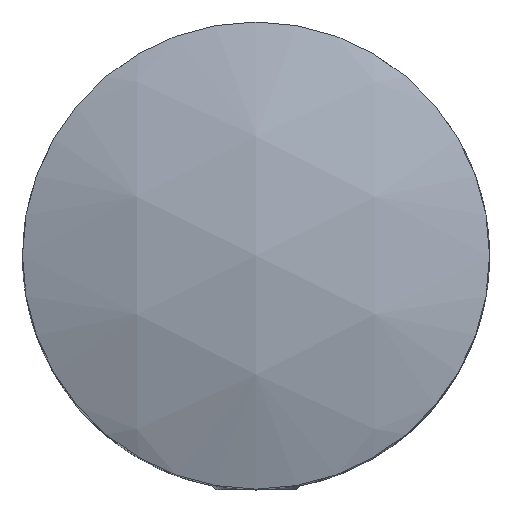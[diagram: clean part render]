
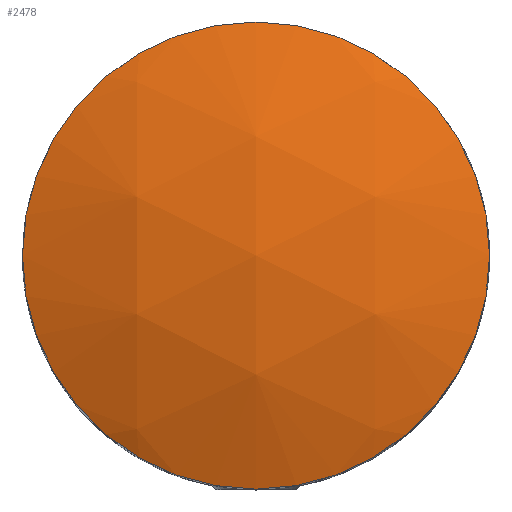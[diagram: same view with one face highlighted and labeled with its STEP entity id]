
A CAD part, top view. The second image highlights one B-rep face of the part: STEP entity #2478.
In plain terms, the highlighted spherical face has radius 28 mm.
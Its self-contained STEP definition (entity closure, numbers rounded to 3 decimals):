
#244 = ORIENTED_EDGE ( 'NONE', *, *, #5221, .T. ) ;
#2182 = DIRECTION ( 'NONE',  ( -1., 0., 0. ) ) ;
#2478 = ADVANCED_FACE ( 'NONE', ( #5749 ), #12125, .T. ) ;
#3947 = DIRECTION ( 'NONE',  ( 0., 1., 0. ) ) ;
#5221 = EDGE_CURVE ( 'NONE', #15888, #15888, #15133, .T. ) ;
#5749 = FACE_OUTER_BOUND ( 'NONE', #6285, .T. ) ;
#6285 = EDGE_LOOP ( 'NONE', ( #244 ) ) ;
#12125 = SPHERICAL_SURFACE ( 'NONE', #22332, 28. ) ;
#12777 = CARTESIAN_POINT ( 'NONE',  ( 0., 0., -2. ) ) ;
#13822 = DIRECTION ( 'NONE',  ( 1., 0., 0. ) ) ;
#15133 = CIRCLE ( 'NONE', #18811, 11. ) ;
#15888 = VERTEX_POINT ( 'NONE', #16238 ) ;
#16238 = CARTESIAN_POINT ( 'NONE',  ( 11., 0., 23.749 ) ) ;
#18811 = AXIS2_PLACEMENT_3D ( 'NONE', #19476, #22658, #13822 ) ;
#19476 = CARTESIAN_POINT ( 'NONE',  ( 0., 0., 23.749 ) ) ;
#22332 = AXIS2_PLACEMENT_3D ( 'NONE', #12777, #2182, #3947 ) ;
#22658 = DIRECTION ( 'NONE',  ( 0., 0., 1. ) ) ;
